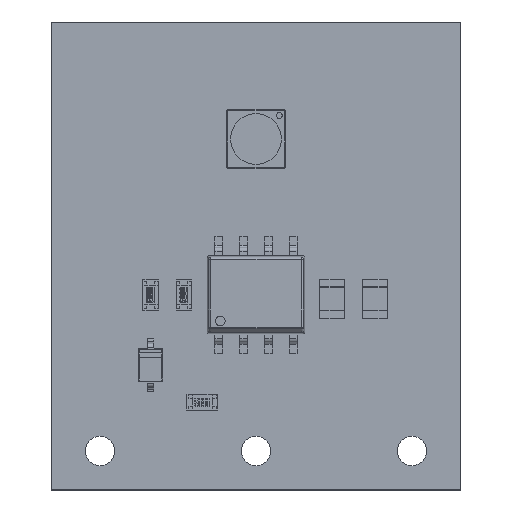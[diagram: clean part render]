
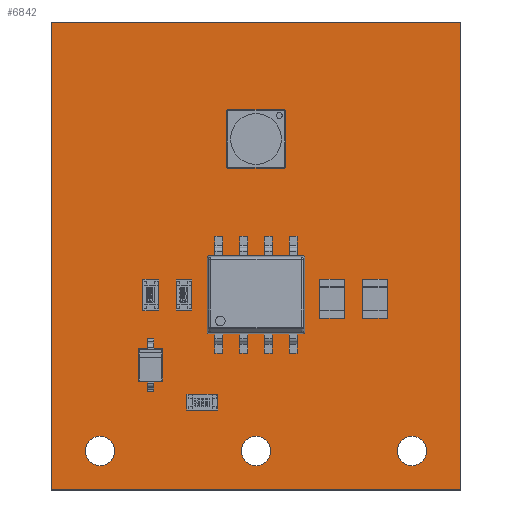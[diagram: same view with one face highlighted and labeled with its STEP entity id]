
A CAD part, top view. The second image highlights one B-rep face of the part: STEP entity #6842.
In plain terms, the highlighted planar face has unit normal (0, 0, 1).
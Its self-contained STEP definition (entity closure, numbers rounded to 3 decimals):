
#6605 = VERTEX_POINT('',#6606);
#6606 = CARTESIAN_POINT('',(0.,0.,0.));
#6612 = EDGE_CURVE('',#6605,#6613,#6615,.T.);
#6613 = VERTEX_POINT('',#6614);
#6614 = CARTESIAN_POINT('',(0.,24.,0.));
#6615 = LINE('',#6616,#6617);
#6616 = CARTESIAN_POINT('',(0.,0.,0.));
#6617 = VECTOR('',#6618,1.);
#6618 = DIRECTION('',(0.,1.,0.));
#6643 = EDGE_CURVE('',#6613,#6644,#6646,.T.);
#6644 = VERTEX_POINT('',#6645);
#6645 = CARTESIAN_POINT('',(21.,24.,0.));
#6646 = LINE('',#6647,#6648);
#6647 = CARTESIAN_POINT('',(0.,24.,0.));
#6648 = VECTOR('',#6649,1.);
#6649 = DIRECTION('',(1.,0.,0.));
#6674 = EDGE_CURVE('',#6644,#6675,#6677,.T.);
#6675 = VERTEX_POINT('',#6676);
#6676 = CARTESIAN_POINT('',(21.,0.,0.));
#6677 = LINE('',#6678,#6679);
#6678 = CARTESIAN_POINT('',(21.,24.,0.));
#6679 = VECTOR('',#6680,1.);
#6680 = DIRECTION('',(0.,-1.,0.));
#6705 = EDGE_CURVE('',#6675,#6605,#6706,.T.);
#6706 = LINE('',#6707,#6708);
#6707 = CARTESIAN_POINT('',(21.,0.,0.));
#6708 = VECTOR('',#6709,1.);
#6709 = DIRECTION('',(-1.,0.,0.));
#6729 = VERTEX_POINT('',#6730);
#6730 = CARTESIAN_POINT('',(3.25,2.,0.));
#6736 = EDGE_CURVE('',#6729,#6729,#6737,.T.);
#6737 = CIRCLE('',#6738,0.75);
#6738 = AXIS2_PLACEMENT_3D('',#6739,#6740,#6741);
#6739 = CARTESIAN_POINT('',(2.5,2.,0.));
#6740 = DIRECTION('',(0.,0.,1.));
#6741 = DIRECTION('',(1.,0.,0.));
#6762 = VERTEX_POINT('',#6763);
#6763 = CARTESIAN_POINT('',(19.25,2.,0.));
#6769 = EDGE_CURVE('',#6762,#6762,#6770,.T.);
#6770 = CIRCLE('',#6771,0.75);
#6771 = AXIS2_PLACEMENT_3D('',#6772,#6773,#6774);
#6772 = CARTESIAN_POINT('',(18.5,2.,0.));
#6773 = DIRECTION('',(0.,0.,1.));
#6774 = DIRECTION('',(1.,0.,0.));
#6795 = VERTEX_POINT('',#6796);
#6796 = CARTESIAN_POINT('',(11.25,2.,0.));
#6802 = EDGE_CURVE('',#6795,#6795,#6803,.T.);
#6803 = CIRCLE('',#6804,0.75);
#6804 = AXIS2_PLACEMENT_3D('',#6805,#6806,#6807);
#6805 = CARTESIAN_POINT('',(10.5,2.,0.));
#6806 = DIRECTION('',(0.,0.,1.));
#6807 = DIRECTION('',(1.,0.,0.));
#6842 = ADVANCED_FACE('',(#6843,#6849,#6852,#6855),#6858,.T.);
#6843 = FACE_BOUND('',#6844,.F.);
#6844 = EDGE_LOOP('',(#6845,#6846,#6847,#6848));
#6845 = ORIENTED_EDGE('',*,*,#6612,.T.);
#6846 = ORIENTED_EDGE('',*,*,#6643,.T.);
#6847 = ORIENTED_EDGE('',*,*,#6674,.T.);
#6848 = ORIENTED_EDGE('',*,*,#6705,.T.);
#6849 = FACE_BOUND('',#6850,.T.);
#6850 = EDGE_LOOP('',(#6851));
#6851 = ORIENTED_EDGE('',*,*,#6736,.F.);
#6852 = FACE_BOUND('',#6853,.T.);
#6853 = EDGE_LOOP('',(#6854));
#6854 = ORIENTED_EDGE('',*,*,#6769,.F.);
#6855 = FACE_BOUND('',#6856,.T.);
#6856 = EDGE_LOOP('',(#6857));
#6857 = ORIENTED_EDGE('',*,*,#6802,.F.);
#6858 = PLANE('',#6859);
#6859 = AXIS2_PLACEMENT_3D('',#6860,#6861,#6862);
#6860 = CARTESIAN_POINT('',(0.,0.,0.));
#6861 = DIRECTION('',(0.,0.,1.));
#6862 = DIRECTION('',(1.,0.,0.));
